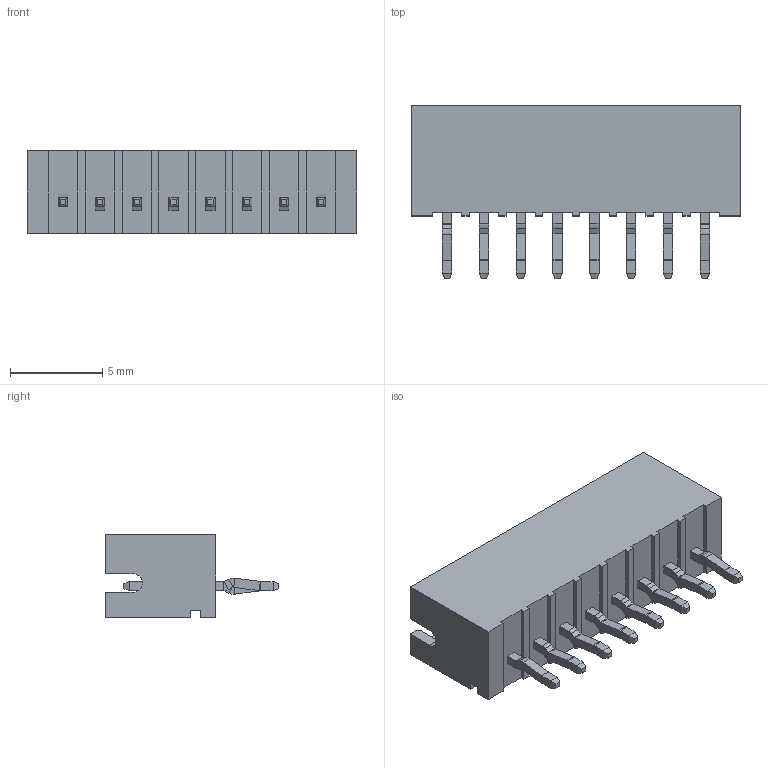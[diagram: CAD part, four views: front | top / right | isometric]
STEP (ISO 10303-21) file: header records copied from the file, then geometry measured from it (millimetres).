
FILE_DESCRIPTION (( 'STEP AP214' ), '1' );
FILE_NAME ('B8B-PH-K-S(LF)(SN).STEP', '2021-02-28T08:05:08', ( '' ), ( '' ), 'SwSTEP 2.0', 'SolidWorks 2017', '' );
FILE_SCHEMA (( 'AUTOMOTIVE_DESIGN' ));
Length unit declared in the file: millimetre
Products named in the file (2): B8B-PH-K-S(LF)(SN)
Assembly tree (1 placements, depth 2):
  B8B-PH-K-S(LF)(SN)
    B8B-PH-K-S(LF)(SN)
Bounding box: 17.9 x 9.4 x 4.5 mm (x, y, z)
Volume: 196.8 mm3; surface area: 671.8 mm2
Topology: 9 solids, 9 shells, 411 faces, 922 edges, 528 vertices
Faces by surface type: plane 361, cylinder 50
Entity records: 11114 total; most frequent: CARTESIAN_POINT 1865, DIRECTION 1852, ORIENTED_EDGE 1844, EDGE_CURVE 922, VECTOR 822, LINE 822, VERTEX_POINT 528, AXIS2_PLACEMENT_3D 515
